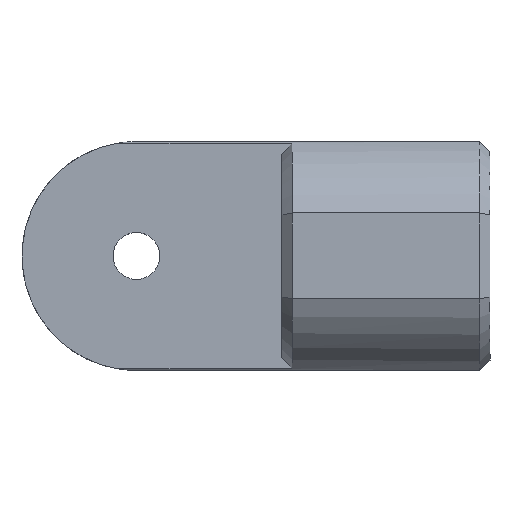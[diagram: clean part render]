
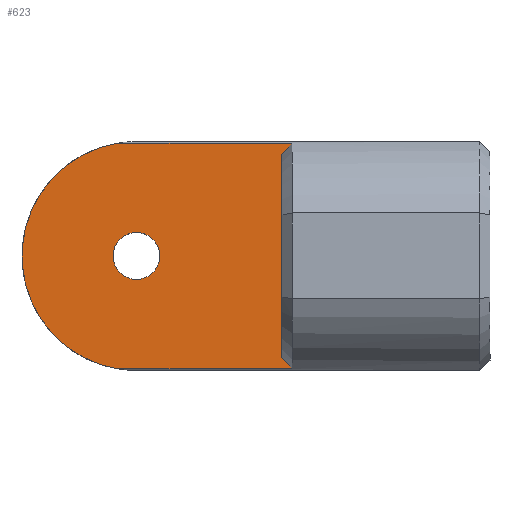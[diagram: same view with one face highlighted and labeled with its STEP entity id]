
A CAD part, top view. The second image highlights one B-rep face of the part: STEP entity #623.
In plain terms, the highlighted planar face has unit normal (0, 0, 1).
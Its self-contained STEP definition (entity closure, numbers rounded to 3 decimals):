
#84=CARTESIAN_POINT('',(-68.0,-4.5,9.));
#85=VERTEX_POINT('',#84);
#86=CARTESIAN_POINT('',(-68.0,0.,9.));
#87=DIRECTION('',(0.0,0.0,-1.0));
#88=DIRECTION('',(1.0,0.0,0.0));
#89=AXIS2_PLACEMENT_3D('',#86,#87,#88);
#90=CIRCLE('',#89,4.5);
#91=EDGE_CURVE('',#85,#85,#90,.T.);
#141=CARTESIAN_POINT('',(-71.571,21.708,9.));
#142=VERTEX_POINT('',#141);
#152=CARTESIAN_POINT('',(-38.0,21.708,9.));
#153=VERTEX_POINT('',#152);
#154=CARTESIAN_POINT('',(-38.0,21.708,9.));
#155=DIRECTION('',(-1.0,0.0,0.0));
#156=VECTOR('',#155,33.571);
#157=LINE('',#154,#156);
#158=EDGE_CURVE('',#153,#142,#157,.T.);
#195=CARTESIAN_POINT('',(-71.571,-21.708,9.));
#196=VERTEX_POINT('',#195);
#231=CARTESIAN_POINT('',(-38.0,-21.708,9.));
#232=VERTEX_POINT('',#231);
#240=CARTESIAN_POINT('',(-38.0,-21.708,9.));
#241=DIRECTION('',(-1.0,0.0,0.0));
#242=VECTOR('',#241,33.571);
#243=LINE('',#240,#242);
#244=EDGE_CURVE('',#232,#196,#243,.T.);
#568=CARTESIAN_POINT('',(-40.0,21.708,9.));
#569=DIRECTION('',(0.0,0.0,1.0));
#570=DIRECTION('',(1.0,0.0,0.0));
#571=AXIS2_PLACEMENT_3D('',#568,#569,#570);
#572=PLANE('',#571);
#573=CARTESIAN_POINT('',(-68.0,0.,9.));
#574=DIRECTION('',(0.0,0.0,-1.0));
#575=DIRECTION('',(1.0,0.0,0.0));
#576=AXIS2_PLACEMENT_3D('',#573,#574,#575);
#577=CIRCLE('',#576,22.0);
#578=EDGE_CURVE('',#196,#142,#577,.T.);
#579=ORIENTED_EDGE('',*,*,#578,.F.);
#580=ORIENTED_EDGE('',*,*,#244,.F.);
#581=CARTESIAN_POINT('',(-40.0,-19.526,9.));
#582=VERTEX_POINT('',#581);
#583=CARTESIAN_POINT('',(-37.0,-22.787,9.));
#584=CARTESIAN_POINT('',(-58.194,0.0,9.));
#585=CARTESIAN_POINT('',(-37.0,22.787,9.));
#593=(BOUNDED_CURVE()B_SPLINE_CURVE(2,(#583,#584,#585),.UNSPECIFIED.,.F.,.U.)B_SPLINE_CURVE_WITH_KNOTS((3,3),(0.0,5.512),.UNSPECIFIED.)CURVE()GEOMETRIC_REPRESENTATION_ITEM()RATIONAL_B_SPLINE_CURVE((1.0,2.722,1.0))REPRESENTATION_ITEM(''));
#594=EDGE_CURVE('',#232,#582,#593,.T.);
#595=ORIENTED_EDGE('',*,*,#594,.T.);
#596=CARTESIAN_POINT('',(-40.0,19.526,9.));
#597=VERTEX_POINT('',#596);
#598=CARTESIAN_POINT('',(-40.0,-19.526,9.));
#599=DIRECTION('',(0.0,1.0,0.0));
#600=VECTOR('',#599,39.051);
#601=LINE('',#598,#600);
#602=EDGE_CURVE('',#582,#597,#601,.T.);
#603=ORIENTED_EDGE('',*,*,#602,.T.);
#604=CARTESIAN_POINT('',(-37.0,-22.787,9.));
#605=CARTESIAN_POINT('',(-58.194,0.0,9.));
#606=CARTESIAN_POINT('',(-37.0,22.787,9.));
#614=(BOUNDED_CURVE()B_SPLINE_CURVE(2,(#604,#605,#606),.UNSPECIFIED.,.F.,.U.)B_SPLINE_CURVE_WITH_KNOTS((3,3),(0.0,5.512),.UNSPECIFIED.)CURVE()GEOMETRIC_REPRESENTATION_ITEM()RATIONAL_B_SPLINE_CURVE((1.0,2.722,1.0))REPRESENTATION_ITEM(''));
#615=EDGE_CURVE('',#597,#153,#614,.T.);
#616=ORIENTED_EDGE('',*,*,#615,.T.);
#617=ORIENTED_EDGE('',*,*,#158,.T.);
#618=EDGE_LOOP('',(#579,#580,#595,#603,#616,#617));
#619=FACE_OUTER_BOUND('',#618,.T.);
#620=ORIENTED_EDGE('',*,*,#91,.T.);
#621=EDGE_LOOP('',(#620));
#622=FACE_BOUND('',#621,.T.);
#623=ADVANCED_FACE('',(#619,#622),#572,.T.);
